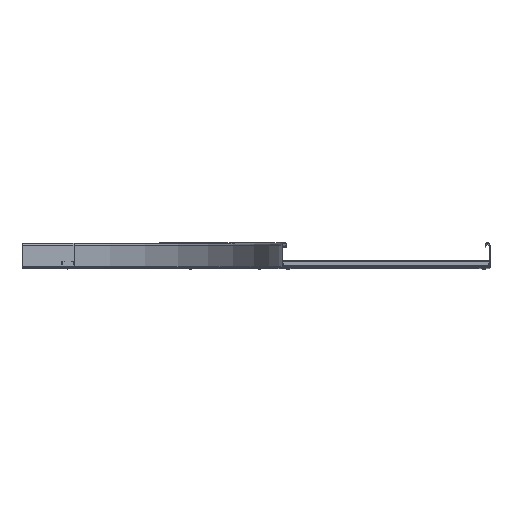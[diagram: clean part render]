
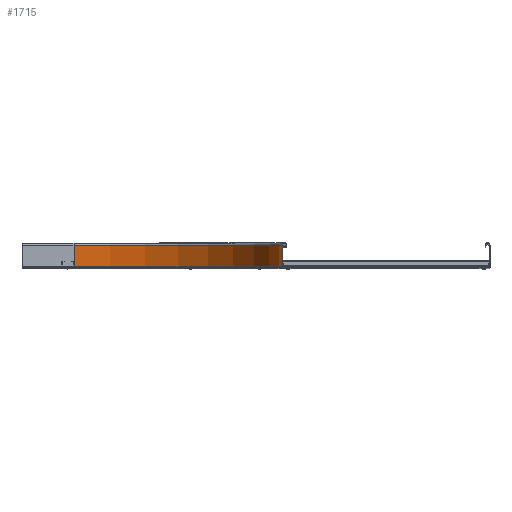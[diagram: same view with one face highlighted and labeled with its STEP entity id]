
A CAD part, top view. The second image highlights one B-rep face of the part: STEP entity #1715.
In plain terms, the highlighted cylindrical face has radius 500 mm (diameter 1000 mm), a partial arc.
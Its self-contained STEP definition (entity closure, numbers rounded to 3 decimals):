
#506 = DIRECTION ( 'NONE',  ( -0.707, 0., 0.707 ) ) ;
#633 = CARTESIAN_POINT ( 'NONE',  ( 500., 2.5, 0. ) ) ;
#679 = CARTESIAN_POINT ( 'NONE',  ( 500., 0., 0. ) ) ;
#1060 = CARTESIAN_POINT ( 'NONE',  ( 500., 54., 0. ) ) ;
#1139 = EDGE_CURVE ( 'NONE', #5508, #4685, #1673, .T. ) ;
#1610 = ORIENTED_EDGE ( 'NONE', *, *, #5584, .F. ) ;
#1673 = LINE ( 'NONE', #4112, #5809 ) ;
#1690 = AXIS2_PLACEMENT_3D ( 'NONE', #679, #4857, #7358 ) ;
#1715 = ADVANCED_FACE ( 'NONE', ( #6037 ), #5525, .F. ) ;
#2111 = EDGE_LOOP ( 'NONE', ( #1610, #3505, #7382, #3220 ) ) ;
#2234 = CARTESIAN_POINT ( 'NONE',  ( 146.447, 54., -353.553 ) ) ;
#2581 = VECTOR ( 'NONE', #6116, 1000. ) ;
#2690 = DIRECTION ( 'NONE',  ( 0., 1., 0. ) ) ;
#2803 = EDGE_CURVE ( 'NONE', #3630, #5508, #3308, .T. ) ;
#2827 = CARTESIAN_POINT ( 'NONE',  ( 146.447, 54., 353.553 ) ) ;
#3220 = ORIENTED_EDGE ( 'NONE', *, *, #1139, .T. ) ;
#3308 = CIRCLE ( 'NONE', #7729, 500. ) ;
#3348 = EDGE_CURVE ( 'NONE', #3630, #4680, #4854, .T. ) ;
#3505 = ORIENTED_EDGE ( 'NONE', *, *, #3348, .F. ) ;
#3630 = VERTEX_POINT ( 'NONE', #3702 ) ;
#3676 = DIRECTION ( 'NONE',  ( -0.707, 0., 0.707 ) ) ;
#3702 = CARTESIAN_POINT ( 'NONE',  ( 146.447, 2.5, 353.553 ) ) ;
#3713 = CARTESIAN_POINT ( 'NONE',  ( 146.447, 2.5, 353.553 ) ) ;
#4112 = CARTESIAN_POINT ( 'NONE',  ( 146.447, 2.5, -353.553 ) ) ;
#4680 = VERTEX_POINT ( 'NONE', #2827 ) ;
#4685 = VERTEX_POINT ( 'NONE', #2234 ) ;
#4768 = AXIS2_PLACEMENT_3D ( 'NONE', #1060, #6477, #506 ) ;
#4854 = LINE ( 'NONE', #3713, #2581 ) ;
#4857 = DIRECTION ( 'NONE',  ( 0., -1., 0. ) ) ;
#5153 = CIRCLE ( 'NONE', #4768, 500. ) ;
#5349 = DIRECTION ( 'NONE',  ( 0., -1., 0. ) ) ;
#5508 = VERTEX_POINT ( 'NONE', #6589 ) ;
#5525 = CYLINDRICAL_SURFACE ( 'NONE', #1690, 500. ) ;
#5584 = EDGE_CURVE ( 'NONE', #4680, #4685, #5153, .T. ) ;
#5809 = VECTOR ( 'NONE', #2690, 1000. ) ;
#6037 = FACE_OUTER_BOUND ( 'NONE', #2111, .T. ) ;
#6116 = DIRECTION ( 'NONE',  ( 0., 1., 0. ) ) ;
#6477 = DIRECTION ( 'NONE',  ( 0., -1., 0. ) ) ;
#6589 = CARTESIAN_POINT ( 'NONE',  ( 146.447, 2.5, -353.553 ) ) ;
#7358 = DIRECTION ( 'NONE',  ( 0., 0., -1. ) ) ;
#7382 = ORIENTED_EDGE ( 'NONE', *, *, #2803, .T. ) ;
#7729 = AXIS2_PLACEMENT_3D ( 'NONE', #633, #5349, #3676 ) ;
